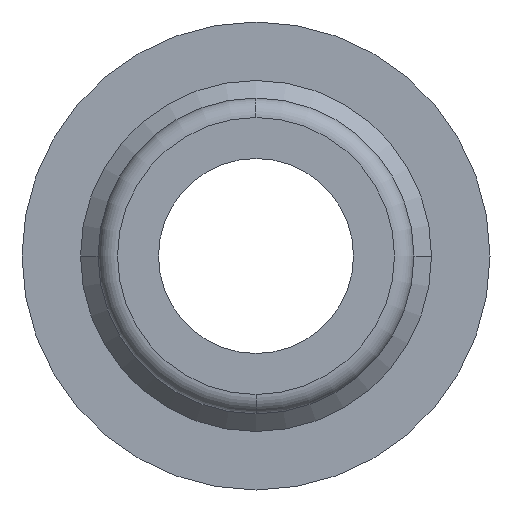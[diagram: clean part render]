
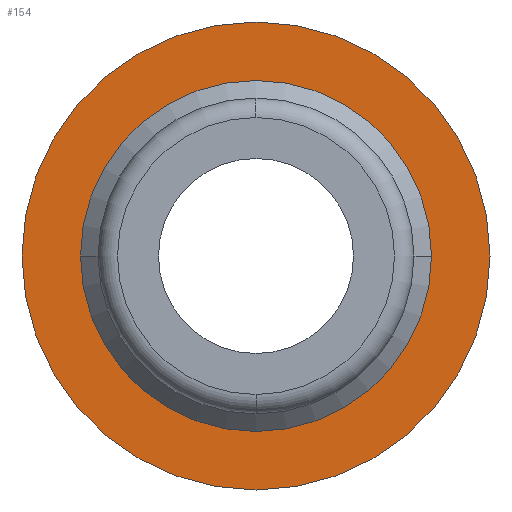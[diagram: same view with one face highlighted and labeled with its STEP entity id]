
A CAD part, front view. The second image highlights one B-rep face of the part: STEP entity #154.
In plain terms, the highlighted planar face has unit normal (0, -1, 0).
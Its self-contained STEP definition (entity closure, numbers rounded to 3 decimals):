
#154=ADVANCED_FACE('',(#309,#310),#311,.T.);
#309=FACE_OUTER_BOUND('',#456,.T.);
#310=FACE_BOUND('',#457,.T.);
#311=PLANE('',#458);
#456=EDGE_LOOP('',(#811,#812));
#457=EDGE_LOOP('',(#813,#814));
#458=AXIS2_PLACEMENT_3D('',#815,#816,#817);
#811=ORIENTED_EDGE('',*,*,#850,.F.);
#812=ORIENTED_EDGE('',*,*,#938,.F.);
#813=ORIENTED_EDGE('',*,*,#895,.F.);
#814=ORIENTED_EDGE('',*,*,#841,.F.);
#815=CARTESIAN_POINT('',(3.0,14.0,0.0));
#816=DIRECTION('',(-0.0,-1.0,-0.0));
#817=DIRECTION('',(-1.0,0.0,0.0));
#841=EDGE_CURVE('',#992,#994,#995,.T.);
#850=EDGE_CURVE('',#1007,#1010,#1011,.T.);
#895=EDGE_CURVE('',#994,#992,#1074,.T.);
#938=EDGE_CURVE('',#1010,#1007,#1128,.T.);
#992=VERTEX_POINT('',#1188);
#994=VERTEX_POINT('',#1191);
#995=CIRCLE('',#1192,4.5);
#1007=VERTEX_POINT('',#1207);
#1010=VERTEX_POINT('',#1211);
#1011=CIRCLE('',#1212,6.0);
#1074=CIRCLE('',#1286,4.5);
#1128=CIRCLE('',#1350,6.0);
#1188=CARTESIAN_POINT('',(4.5,14.0,0.));
#1191=CARTESIAN_POINT('',(-4.5,14.0,0.));
#1192=AXIS2_PLACEMENT_3D('',#1407,#1408,#1409);
#1207=CARTESIAN_POINT('',(6.0,14.0,0.0));
#1211=CARTESIAN_POINT('',(-6.0,14.0,0.));
#1212=AXIS2_PLACEMENT_3D('',#1420,#1421,#1422);
#1286=AXIS2_PLACEMENT_3D('',#1497,#1498,#1499);
#1350=AXIS2_PLACEMENT_3D('',#1564,#1565,#1566);
#1407=CARTESIAN_POINT('',(0.0,14.0,0.0));
#1408=DIRECTION('',(0.0,-1.0,0.0));
#1409=DIRECTION('',(1.0,0.0,0.0));
#1420=CARTESIAN_POINT('',(0.0,14.0,0.0));
#1421=DIRECTION('',(-0.0,1.0,0.0));
#1422=DIRECTION('',(1.0,0.0,0.0));
#1497=CARTESIAN_POINT('',(0.0,14.0,0.0));
#1498=DIRECTION('',(0.0,-1.0,0.0));
#1499=DIRECTION('',(1.0,0.0,0.0));
#1564=CARTESIAN_POINT('',(0.0,14.0,0.0));
#1565=DIRECTION('',(-0.0,1.0,0.0));
#1566=DIRECTION('',(1.0,0.0,0.0));
